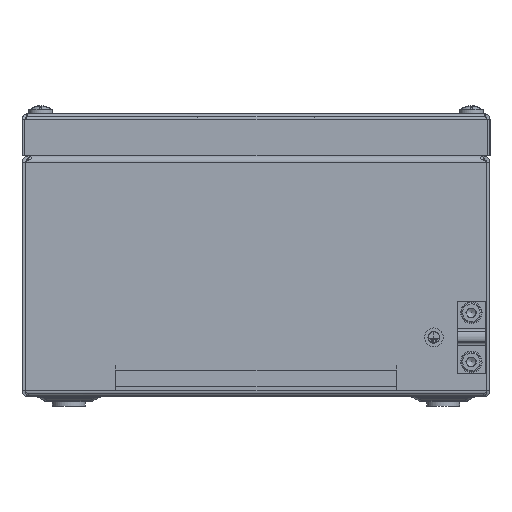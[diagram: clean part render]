
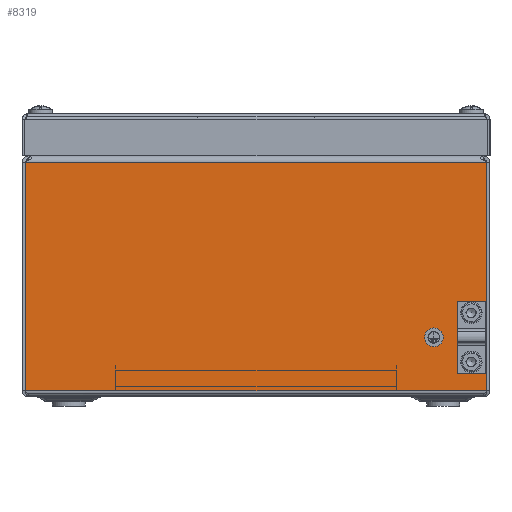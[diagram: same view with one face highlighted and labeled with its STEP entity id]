
A CAD part, left-side view. The second image highlights one B-rep face of the part: STEP entity #8319.
In plain terms, the highlighted planar face has unit normal (-1, 0, 0).
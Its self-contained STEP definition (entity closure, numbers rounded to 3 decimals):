
#735=LINE('',#14331,#1342);
#740=LINE('',#14341,#1347);
#741=LINE('',#14343,#1348);
#742=LINE('',#14344,#1349);
#1342=VECTOR('',#10495,1000.);
#1347=VECTOR('',#10504,1000.);
#1348=VECTOR('',#10505,1000.);
#1349=VECTOR('',#10506,1000.);
#1865=PLANE('',#9045);
#2288=FACE_BOUND('',#3174,.T.);
#2289=FACE_BOUND('',#3175,.T.);
#2538=FACE_OUTER_BOUND('',#3173,.T.);
#3173=EDGE_LOOP('',(#6506,#6507,#6508,#6509));
#3174=EDGE_LOOP('',(#6510));
#3175=EDGE_LOOP('',(#6511));
#3711=CIRCLE('',#8939,3.5);
#3713=CIRCLE('',#8942,3.5);
#4133=VERTEX_POINT('',#13681);
#4135=VERTEX_POINT('',#13686);
#4278=VERTEX_POINT('',#14328);
#4279=VERTEX_POINT('',#14330);
#4282=VERTEX_POINT('',#14340);
#4283=VERTEX_POINT('',#14342);
#4922=EDGE_CURVE('',#4133,#4133,#3711,.T.);
#4924=EDGE_CURVE('',#4135,#4135,#3713,.T.);
#5087=EDGE_CURVE('',#4278,#4279,#735,.T.);
#5092=EDGE_CURVE('',#4278,#4282,#740,.T.);
#5093=EDGE_CURVE('',#4283,#4282,#741,.T.);
#5094=EDGE_CURVE('',#4279,#4283,#742,.T.);
#6506=ORIENTED_EDGE('',*,*,#5092,.T.);
#6507=ORIENTED_EDGE('',*,*,#5093,.F.);
#6508=ORIENTED_EDGE('',*,*,#5094,.F.);
#6509=ORIENTED_EDGE('',*,*,#5087,.F.);
#6510=ORIENTED_EDGE('',*,*,#4922,.F.);
#6511=ORIENTED_EDGE('',*,*,#4924,.F.);
#8319=ADVANCED_FACE('',(#2538,#2288,#2289),#1865,.F.);
#8939=AXIS2_PLACEMENT_3D('',#13682,#10207,#10208);
#8942=AXIS2_PLACEMENT_3D('',#13687,#10213,#10214);
#9045=AXIS2_PLACEMENT_3D('',#14339,#10502,#10503);
#10207=DIRECTION('center_axis',(-1.,0.,0.));
#10208=DIRECTION('ref_axis',(0.,0.,
1.));
#10213=DIRECTION('center_axis',(-1.,0.,0.));
#10214=DIRECTION('ref_axis',(0.,0.,
1.));
#10495=DIRECTION('',(0.,0.,-1.));
#10502=DIRECTION('center_axis',(1.,0.,0.));
#10503=DIRECTION('ref_axis',(0.,1.,0.));
#10504=DIRECTION('',(0.,1.,0.));
#10505=DIRECTION('',(0.,0.,1.));
#10506=DIRECTION('',(0.,1.,0.));
#13681=CARTESIAN_POINT('',(-300.,-92.,39.5));
#13682=CARTESIAN_POINT('Origin',(-300.,-92.,36.));
#13686=CARTESIAN_POINT('',(-300.,-92.,18.5));
#13687=CARTESIAN_POINT('Origin',(-300.,-92.,15.));
#14328=CARTESIAN_POINT('',(-300.,-98.493,100.25));
#14330=CARTESIAN_POINT('',(-300.,-98.493,2.75));
#14331=CARTESIAN_POINT('',(-300.,-98.493,103.));
#14339=CARTESIAN_POINT('Origin',(-300.,-3100.,103.));
#14340=CARTESIAN_POINT('',(-300.,98.493,100.25));
#14341=CARTESIAN_POINT('',(-300.,-98.493,100.25));
#14342=CARTESIAN_POINT('',(-300.,98.493,2.75));
#14343=CARTESIAN_POINT('',(-300.,98.493,103.));
#14344=CARTESIAN_POINT('',(-300.,-3100.,2.75));
